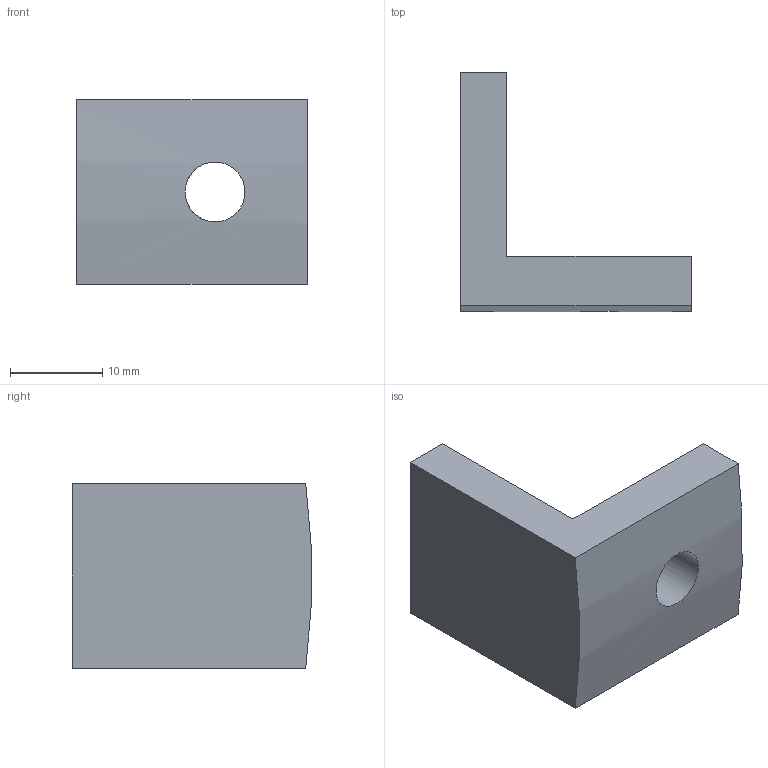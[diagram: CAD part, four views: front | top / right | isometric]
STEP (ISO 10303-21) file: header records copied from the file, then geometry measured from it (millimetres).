
FILE_DESCRIPTION(/* description */ (''),/* implementation_level */ '2;1');
FILE_NAME(/* name */ 'Slider_Angle.stp',/* time_stamp */ '2024-09-30T19:06:30+02:00',/* author */ ('ppovolni'),/* organization */ (''),/* preprocessor_version */ 'ST-DEVELOPER v18.1',/* originating_system */ 'Autodesk Inventor 2022',/* authorisation */ '');
FILE_SCHEMA (('AUTOMOTIVE_DESIGN { 1 0 10303 214 3 1 1 }'));
Length unit declared in the file: millimetre
Products named in the file (1): Slider_Winkel
Bounding box: 25 x 26 x 20 mm (x, y, z)
Volume: 4690.8 mm3; surface area: 2554.8 mm2
Topology: 1 solids, 1 shells, 9 faces, 22 edges, 15 vertices
Faces by surface type: plane 7, cylinder 2
Full cylindrical faces by diameter (mm): 6.5 x1
Entity records: 344 total; most frequent: CARTESIAN_POINT 81, ORIENTED_EDGE 44, DIRECTION 43, EDGE_CURVE 22, LINE 17, VECTOR 17, VERTEX_POINT 15, AXIS2_PLACEMENT_3D 13
